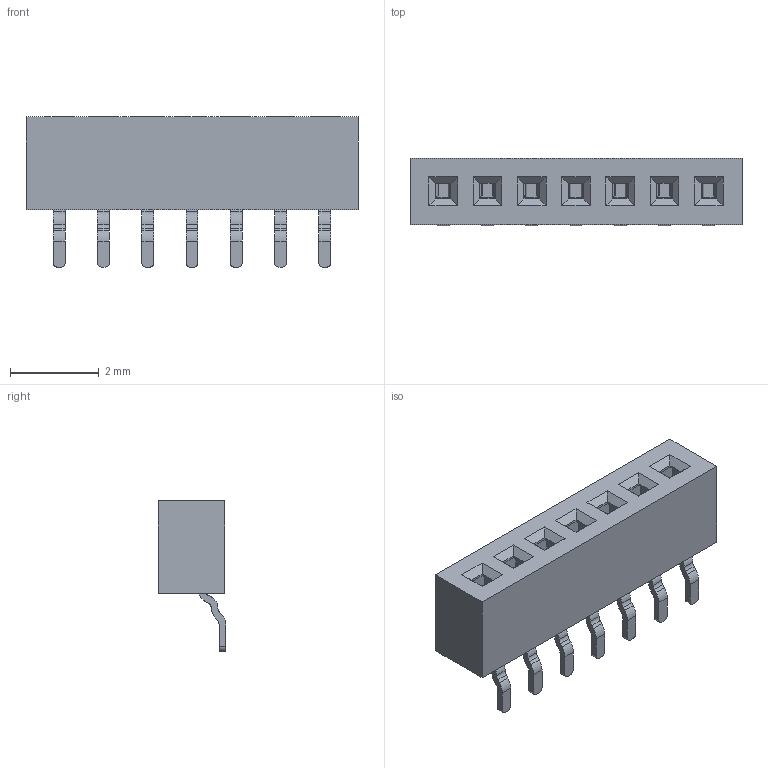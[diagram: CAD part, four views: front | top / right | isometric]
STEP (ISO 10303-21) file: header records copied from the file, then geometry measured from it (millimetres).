
FILE_DESCRIPTION( ('This file contains a STEP AP42 implementation' ,'as created by ZW3D STEP Interface translator.') ,'2;1' );
FILE_NAME( '2521-1XXZXXXUNX1.stp' ,'23 9 4.104727', (''), ('ZWCAD Software Co.'), 'Version 1.0', 'ZW3D to STEP translator', '' );
FILE_SCHEMA(('AUTOMOTIVE_DESIGN { 1 0 10303 214 1 1 1 1 }'));
Length unit declared in the file: millimetre
Products named in the file (1): 0
Bounding box: 7.5 x 1.53 x 3.4 mm (x, y, z)
Volume: 19.8 mm3; surface area: 124 mm2
Topology: 1 solids, 1 shells, 643 faces, 1675 edges, 1055 vertices
Faces by surface type: plane 370, cylinder 210, bspline 49, sphere 14
Entity records: 26286 total; most frequent: CARTESIAN_POINT 13146, ORIENTED_EDGE 3406, EDGE_CURVE 1703, B_SPLINE_CURVE_WITH_KNOTS 1603, DIRECTION 1304, VERTEX_POINT 1083, EDGE_LOOP 664, FACE_OUTER_BOUND 643
